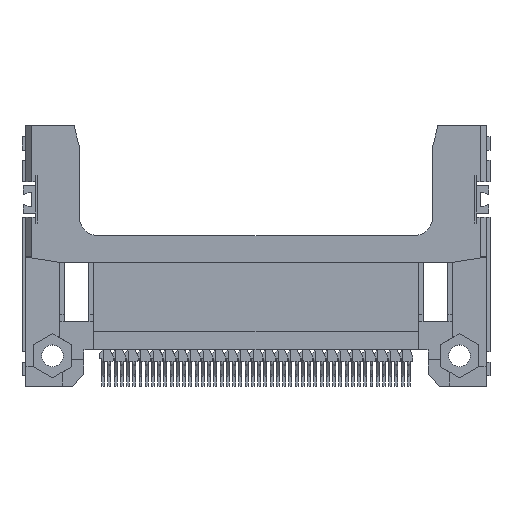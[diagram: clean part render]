
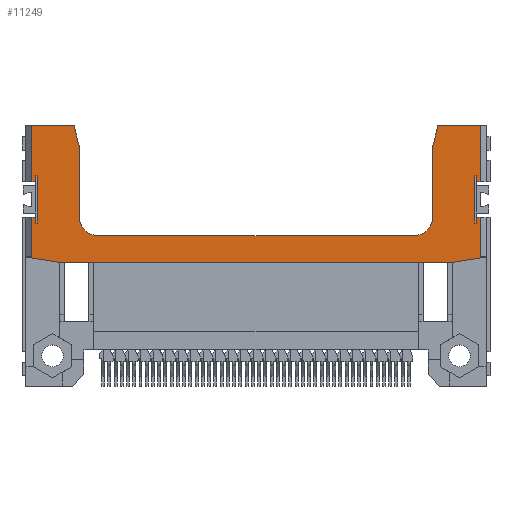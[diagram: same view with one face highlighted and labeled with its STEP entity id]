
A CAD part, top view. The second image highlights one B-rep face of the part: STEP entity #11249.
In plain terms, the highlighted planar face has unit normal (0, 0, 1).
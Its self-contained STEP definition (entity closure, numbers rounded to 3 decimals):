
#11249=ADVANCED_FACE('',(#17233),#17234,.F.);
#17233=FACE_OUTER_BOUND('',#34940,.T.);
#17234=PLANE('',#34941);
#34940=EDGE_LOOP('',(#42671,#42672,#42673,#42674,#42675,#42676,#42677,#42678,#42679,#42680,#42681,#42682,#42683,#42684,#42685,#42686,#42687,#42688,#42689,#42690,#42691,#42692,#42693,#42694,#42695,#42696,#42697,#42698,#42699,#42700,#42701,#42702));
#34941=AXIS2_PLACEMENT_3D('',#42703,#42704,#42705);
#42671=ORIENTED_EDGE('',*,*,#56840,.T.);
#42672=ORIENTED_EDGE('',*,*,#56841,.F.);
#42673=ORIENTED_EDGE('',*,*,#56842,.T.);
#42674=ORIENTED_EDGE('',*,*,#56843,.F.);
#42675=ORIENTED_EDGE('',*,*,#56844,.F.);
#42676=ORIENTED_EDGE('',*,*,#56845,.F.);
#42677=ORIENTED_EDGE('',*,*,#56846,.F.);
#42678=ORIENTED_EDGE('',*,*,#56847,.F.);
#42679=ORIENTED_EDGE('',*,*,#56848,.F.);
#42680=ORIENTED_EDGE('',*,*,#56849,.F.);
#42681=ORIENTED_EDGE('',*,*,#56850,.T.);
#42682=ORIENTED_EDGE('',*,*,#56851,.T.);
#42683=ORIENTED_EDGE('',*,*,#56852,.T.);
#42684=ORIENTED_EDGE('',*,*,#56853,.T.);
#42685=ORIENTED_EDGE('',*,*,#56854,.T.);
#42686=ORIENTED_EDGE('',*,*,#56855,.F.);
#42687=ORIENTED_EDGE('',*,*,#56856,.T.);
#42688=ORIENTED_EDGE('',*,*,#56857,.F.);
#42689=ORIENTED_EDGE('',*,*,#56858,.F.);
#42690=ORIENTED_EDGE('',*,*,#56859,.F.);
#42691=ORIENTED_EDGE('',*,*,#56860,.F.);
#42692=ORIENTED_EDGE('',*,*,#56861,.F.);
#42693=ORIENTED_EDGE('',*,*,#56862,.F.);
#42694=ORIENTED_EDGE('',*,*,#56863,.F.);
#42695=ORIENTED_EDGE('',*,*,#56864,.T.);
#42696=ORIENTED_EDGE('',*,*,#56865,.F.);
#42697=ORIENTED_EDGE('',*,*,#56866,.T.);
#42698=ORIENTED_EDGE('',*,*,#56867,.F.);
#42699=ORIENTED_EDGE('',*,*,#56868,.T.);
#42700=ORIENTED_EDGE('',*,*,#56869,.F.);
#42701=ORIENTED_EDGE('',*,*,#56870,.T.);
#42702=ORIENTED_EDGE('',*,*,#56871,.F.);
#42703=CARTESIAN_POINT('',(0.0,0.0,6.8));
#42704=DIRECTION('',(0.0,0.0,-1.0));
#42705=DIRECTION('',(0.0,-1.0,0.0));
#56840=EDGE_CURVE('',#71778,#71779,#71780,.T.);
#56841=EDGE_CURVE('',#71781,#71779,#71782,.T.);
#56842=EDGE_CURVE('',#71781,#71783,#71784,.T.);
#56843=EDGE_CURVE('',#71785,#71783,#71786,.T.);
#56844=EDGE_CURVE('',#71787,#71785,#71788,.T.);
#56845=EDGE_CURVE('',#71789,#71787,#71790,.T.);
#56846=EDGE_CURVE('',#71791,#71789,#71792,.T.);
#56847=EDGE_CURVE('',#71793,#71791,#71794,.T.);
#56848=EDGE_CURVE('',#71795,#71793,#71796,.T.);
#56849=EDGE_CURVE('',#71797,#71795,#71798,.T.);
#56850=EDGE_CURVE('',#71797,#71799,#71800,.T.);
#56851=EDGE_CURVE('',#71799,#71801,#71802,.T.);
#56852=EDGE_CURVE('',#71801,#71803,#71804,.T.);
#56853=EDGE_CURVE('',#71803,#71805,#71806,.T.);
#56854=EDGE_CURVE('',#71805,#71807,#71808,.T.);
#56855=EDGE_CURVE('',#71809,#71807,#71810,.T.);
#56856=EDGE_CURVE('',#71809,#71811,#71812,.T.);
#56857=EDGE_CURVE('',#71813,#71811,#71814,.T.);
#56858=EDGE_CURVE('',#71815,#71813,#71816,.T.);
#56859=EDGE_CURVE('',#71817,#71815,#71818,.T.);
#56860=EDGE_CURVE('',#71819,#71817,#71820,.T.);
#56861=EDGE_CURVE('',#71821,#71819,#71822,.T.);
#56862=EDGE_CURVE('',#71823,#71821,#71824,.T.);
#56863=EDGE_CURVE('',#71825,#71823,#71826,.T.);
#56864=EDGE_CURVE('',#71825,#71827,#71828,.T.);
#56865=EDGE_CURVE('',#71829,#71827,#71830,.T.);
#56866=EDGE_CURVE('',#71829,#71831,#71832,.T.);
#56867=EDGE_CURVE('',#71833,#71831,#71834,.T.);
#56868=EDGE_CURVE('',#71833,#71835,#71836,.T.);
#56869=EDGE_CURVE('',#71837,#71835,#71838,.T.);
#56870=EDGE_CURVE('',#71837,#71839,#71840,.T.);
#56871=EDGE_CURVE('',#71778,#71839,#71841,.T.);
#71778=VERTEX_POINT('',#80668);
#71779=VERTEX_POINT('',#80669);
#71780=LINE('',#80670,#80671);
#71781=VERTEX_POINT('',#80672);
#71782=LINE('',#80673,#80674);
#71783=VERTEX_POINT('',#80675);
#71784=LINE('',#80676,#80677);
#71785=VERTEX_POINT('',#80678);
#71786=LINE('',#80679,#80680);
#71787=VERTEX_POINT('',#80681);
#71788=LINE('',#80682,#80683);
#71789=VERTEX_POINT('',#80684);
#71790=LINE('',#80685,#80686);
#71791=VERTEX_POINT('',#80687);
#71792=LINE('',#80688,#80689);
#71793=VERTEX_POINT('',#80690);
#71794=LINE('',#80691,#80692);
#71795=VERTEX_POINT('',#80693);
#71796=LINE('',#80694,#80695);
#71797=VERTEX_POINT('',#80696);
#71798=LINE('',#80697,#80698);
#71799=VERTEX_POINT('',#80699);
#71800=LINE('',#80700,#80701);
#71801=VERTEX_POINT('',#80702);
#71802=LINE('',#80703,#80704);
#71803=VERTEX_POINT('',#80705);
#71804=LINE('',#80706,#80707);
#71805=VERTEX_POINT('',#80708);
#71806=LINE('',#80709,#80710);
#71807=VERTEX_POINT('',#80711);
#71808=LINE('',#80712,#80713);
#71809=VERTEX_POINT('',#80714);
#71810=LINE('',#80715,#80716);
#71811=VERTEX_POINT('',#80717);
#71812=LINE('',#80718,#80719);
#71813=VERTEX_POINT('',#80720);
#71814=LINE('',#80721,#80722);
#71815=VERTEX_POINT('',#80723);
#71816=LINE('',#80724,#80725);
#71817=VERTEX_POINT('',#80726);
#71818=LINE('',#80727,#80728);
#71819=VERTEX_POINT('',#80729);
#71820=LINE('',#80730,#80731);
#71821=VERTEX_POINT('',#80732);
#71822=LINE('',#80733,#80734);
#71823=VERTEX_POINT('',#80735);
#71824=LINE('',#80736,#80737);
#71825=VERTEX_POINT('',#80738);
#71826=LINE('',#80739,#80740);
#71827=VERTEX_POINT('',#80741);
#71828=LINE('',#80742,#80743);
#71829=VERTEX_POINT('',#80744);
#71830=LINE('',#80745,#80746);
#71831=VERTEX_POINT('',#80747);
#71832=LINE('',#80748,#80749);
#71833=VERTEX_POINT('',#80750);
#71834=LINE('',#80751,#80752);
#71835=VERTEX_POINT('',#80753);
#71836=CIRCLE('',#80754,2.0);
#71837=VERTEX_POINT('',#80755);
#71838=LINE('',#80756,#80757);
#71839=VERTEX_POINT('',#80758);
#71840=CIRCLE('',#80759,2.0);
#71841=LINE('',#80760,#80761);
#80668=CARTESIAN_POINT('',(-18.0,9.2,6.8));
#80669=CARTESIAN_POINT('',(-18.5,11.2,6.8));
#80670=CARTESIAN_POINT('',(-18.0,9.2,6.8));
#80671=VECTOR('',#84666,1000.0);
#80672=CARTESIAN_POINT('',(-22.8,11.2,6.8));
#80673=CARTESIAN_POINT('',(-23.8,11.2,6.8));
#80674=VECTOR('',#84667,1000.0);
#80675=CARTESIAN_POINT('',(-22.8,5.5,6.8));
#80676=CARTESIAN_POINT('',(-22.8,5.5,6.8));
#80677=VECTOR('',#84668,1000.0);
#80678=CARTESIAN_POINT('',(-22.43,5.5,6.8));
#80679=CARTESIAN_POINT('',(-23.8,5.5,6.8));
#80680=VECTOR('',#84669,1000.0);
#80681=CARTESIAN_POINT('',(-22.43,6.1,6.8));
#80682=CARTESIAN_POINT('',(-22.43,5.5,6.8));
#80683=VECTOR('',#84670,1000.0);
#80684=CARTESIAN_POINT('',(-22.23,6.1,6.8));
#80685=CARTESIAN_POINT('',(-22.43,6.1,6.8));
#80686=VECTOR('',#84671,1000.0);
#80687=CARTESIAN_POINT('',(-22.23,1.3,6.8));
#80688=CARTESIAN_POINT('',(-22.23,6.1,6.8));
#80689=VECTOR('',#84672,1000.0);
#80690=CARTESIAN_POINT('',(-22.43,1.3,6.8));
#80691=CARTESIAN_POINT('',(-22.23,1.3,6.8));
#80692=VECTOR('',#84673,1000.0);
#80693=CARTESIAN_POINT('',(-22.43,1.9,6.8));
#80694=CARTESIAN_POINT('',(-22.43,1.3,6.8));
#80695=VECTOR('',#84674,1000.0);
#80696=CARTESIAN_POINT('',(-22.8,1.9,6.8));
#80697=CARTESIAN_POINT('',(-22.43,1.9,6.8));
#80698=VECTOR('',#84675,1000.0);
#80699=CARTESIAN_POINT('',(-22.8,-2.153,6.8));
#80700=CARTESIAN_POINT('',(-22.8,-2.153,6.8));
#80701=VECTOR('',#84676,1000.0);
#80702=CARTESIAN_POINT('',(-23.467,-2.153,6.8));
#80703=CARTESIAN_POINT('',(-23.4,-2.153,6.8));
#80704=VECTOR('',#84677,1000.0);
#80705=CARTESIAN_POINT('',(-20.0,-2.7,6.8));
#80706=CARTESIAN_POINT('',(-23.8,-2.1,6.8));
#80707=VECTOR('',#84678,1000.0);
#80708=CARTESIAN_POINT('',(20.0,-2.7,6.8));
#80709=CARTESIAN_POINT('',(-20.0,-2.7,6.8));
#80710=VECTOR('',#84679,1000.0);
#80711=CARTESIAN_POINT('',(23.467,-2.153,6.8));
#80712=CARTESIAN_POINT('',(20.0,-2.7,6.8));
#80713=VECTOR('',#84680,1000.0);
#80714=CARTESIAN_POINT('',(22.8,-2.153,6.8));
#80715=CARTESIAN_POINT('',(23.4,-2.153,6.8));
#80716=VECTOR('',#84681,1000.0);
#80717=CARTESIAN_POINT('',(22.8,1.9,6.8));
#80718=CARTESIAN_POINT('',(22.8,1.9,6.8));
#80719=VECTOR('',#84682,1000.0);
#80720=CARTESIAN_POINT('',(22.43,1.9,6.8));
#80721=CARTESIAN_POINT('',(22.43,1.9,6.8));
#80722=VECTOR('',#84683,1000.0);
#80723=CARTESIAN_POINT('',(22.43,1.3,6.8));
#80724=CARTESIAN_POINT('',(22.43,1.3,6.8));
#80725=VECTOR('',#84684,1000.0);
#80726=CARTESIAN_POINT('',(22.23,1.3,6.8));
#80727=CARTESIAN_POINT('',(22.23,1.3,6.8));
#80728=VECTOR('',#84685,1000.0);
#80729=CARTESIAN_POINT('',(22.23,6.1,6.8));
#80730=CARTESIAN_POINT('',(22.23,6.1,6.8));
#80731=VECTOR('',#84686,1000.0);
#80732=CARTESIAN_POINT('',(22.43,6.1,6.8));
#80733=CARTESIAN_POINT('',(22.43,6.1,6.8));
#80734=VECTOR('',#84687,1000.0);
#80735=CARTESIAN_POINT('',(22.43,5.5,6.8));
#80736=CARTESIAN_POINT('',(22.43,5.5,6.8));
#80737=VECTOR('',#84688,1000.0);
#80738=CARTESIAN_POINT('',(22.8,5.5,6.8));
#80739=CARTESIAN_POINT('',(23.8,5.5,6.8));
#80740=VECTOR('',#84689,1000.0);
#80741=CARTESIAN_POINT('',(22.8,11.2,6.8));
#80742=CARTESIAN_POINT('',(22.8,11.2,6.8));
#80743=VECTOR('',#84690,1000.0);
#80744=CARTESIAN_POINT('',(18.5,11.2,6.8));
#80745=CARTESIAN_POINT('',(18.0,11.2,6.8));
#80746=VECTOR('',#84691,1000.0);
#80747=CARTESIAN_POINT('',(18.0,9.2,6.8));
#80748=CARTESIAN_POINT('',(18.5,11.2,6.8));
#80749=VECTOR('',#84692,1000.0);
#80750=CARTESIAN_POINT('',(18.0,2.0,6.8));
#80751=CARTESIAN_POINT('',(18.0,0.0,6.8));
#80752=VECTOR('',#84693,1000.0);
#80753=CARTESIAN_POINT('',(16.0,0.0,6.8));
#80754=AXIS2_PLACEMENT_3D('',#84694,#84695,#84696);
#80755=CARTESIAN_POINT('',(-16.0,0.0,6.8));
#80756=CARTESIAN_POINT('',(-18.0,0.0,6.8));
#80757=VECTOR('',#84697,1000.0);
#80758=CARTESIAN_POINT('',(-18.0,2.0,6.8));
#80759=AXIS2_PLACEMENT_3D('',#84698,#84699,#84700);
#80760=CARTESIAN_POINT('',(-18.0,11.2,6.8));
#80761=VECTOR('',#84701,1000.0);
#84666=DIRECTION('',(-0.243,0.97,0.0));
#84667=DIRECTION('',(1.0,0.0,0.0));
#84668=DIRECTION('',(0.0,-1.0,0.0));
#84669=DIRECTION('',(-1.0,0.,0.0));
#84670=DIRECTION('',(0.0,-1.0,0.0));
#84671=DIRECTION('',(-1.0,0.0,0.0));
#84672=DIRECTION('',(0.0,1.0,0.0));
#84673=DIRECTION('',(1.0,0.0,0.0));
#84674=DIRECTION('',(0.0,-1.0,0.0));
#84675=DIRECTION('',(1.0,0.,0.0));
#84676=DIRECTION('',(0.0,-1.0,0.0));
#84677=DIRECTION('',(-1.0,0.0,0.0));
#84678=DIRECTION('',(0.988,-0.156,0.0));
#84679=DIRECTION('',(1.0,0.0,0.0));
#84680=DIRECTION('',(0.988,0.156,0.0));
#84681=DIRECTION('',(1.0,0.0,0.0));
#84682=DIRECTION('',(0.0,1.0,0.0));
#84683=DIRECTION('',(1.0,0.,0.0));
#84684=DIRECTION('',(0.,1.0,0.0));
#84685=DIRECTION('',(1.0,0.0,0.0));
#84686=DIRECTION('',(0.0,-1.0,0.0));
#84687=DIRECTION('',(-1.0,0.,0.0));
#84688=DIRECTION('',(0.,1.0,0.0));
#84689=DIRECTION('',(-1.0,0.,0.0));
#84690=DIRECTION('',(0.0,1.0,0.0));
#84691=DIRECTION('',(1.0,0.0,0.0));
#84692=DIRECTION('',(-0.243,-0.97,0.0));
#84693=DIRECTION('',(0.0,1.0,0.0));
#84694=CARTESIAN_POINT('',(16.0,2.0,6.8));
#84695=DIRECTION('',(0.0,0.0,-1.0));
#84696=DIRECTION('',(-1.0,0.0,0.0));
#84697=DIRECTION('',(1.0,0.0,0.0));
#84698=CARTESIAN_POINT('',(-16.0,2.0,6.8));
#84699=DIRECTION('',(0.0,0.0,-1.0));
#84700=DIRECTION('',(-1.0,0.0,0.0));
#84701=DIRECTION('',(0.0,-1.0,0.0));
